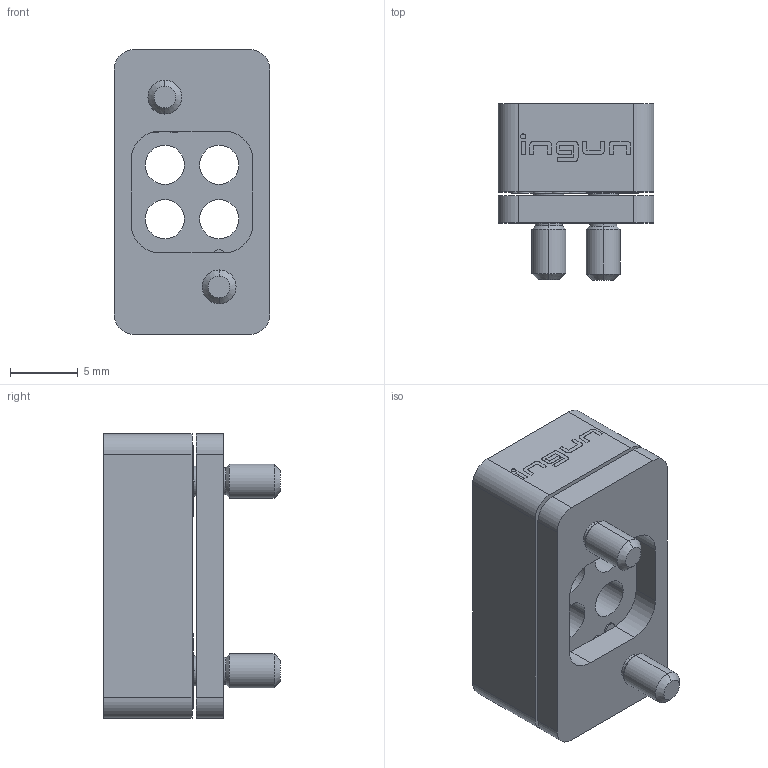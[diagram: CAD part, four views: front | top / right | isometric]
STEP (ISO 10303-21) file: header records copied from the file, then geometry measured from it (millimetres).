
FILE_DESCRIPTION (( 'STEP AP203' ), '1' );
FILE_NAME ('INGUN_HAS-807-4.STEP', '2022-05-09T06:06:10', ( 'ochi' ), ( '' ), 'SwSTEP 2.0', 'SolidWorks 2018', '' );
FILE_SCHEMA (( 'CONFIG_CONTROL_DESIGN' ));
Length unit declared in the file: millimetre
Products named in the file (1): INGUN_HAS-807-4
Bounding box: 11.5 x 13 x 21 mm (x, y, z)
Volume: 1684 mm3; surface area: 1773.3 mm2
Topology: 1 solids, 1 shells, 252 faces, 680 edges, 450 vertices
Faces by surface type: plane 122, cylinder 116, cone 14
Entity records: 8087 total; most frequent: DIRECTION 1432, CARTESIAN_POINT 1407, ORIENTED_EDGE 1360, EDGE_CURVE 680, AXIS2_PLACEMENT_3D 507, VERTEX_POINT 450, LINE 418, VECTOR 418
